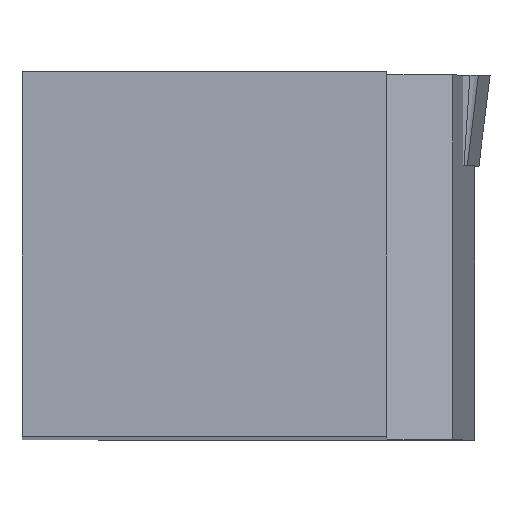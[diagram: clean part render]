
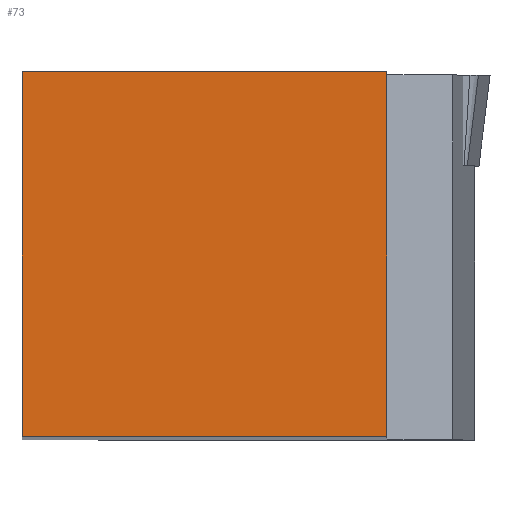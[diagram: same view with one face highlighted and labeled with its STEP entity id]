
A CAD part, top view. The second image highlights one B-rep face of the part: STEP entity #73.
In plain terms, the highlighted planar face has unit normal (0, 0, 1).
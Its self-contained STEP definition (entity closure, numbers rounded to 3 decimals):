
#73=ADVANCED_FACE('',(#110),#95,.T.);
#95=PLANE('',#410);
#110=FACE_OUTER_BOUND('',#127,.T.);
#127=EDGE_LOOP('',(#154,#155,#156,#157));
#154=ORIENTED_EDGE('',*,*,#286,.T.);
#155=ORIENTED_EDGE('',*,*,#287,.F.);
#156=ORIENTED_EDGE('',*,*,#288,.F.);
#157=ORIENTED_EDGE('',*,*,#289,.T.);
#252=VERTEX_POINT('',#553);
#253=VERTEX_POINT('',#554);
#254=VERTEX_POINT('',#556);
#255=VERTEX_POINT('',#558);
#286=EDGE_CURVE('',#252,#253,#335,.T.);
#287=EDGE_CURVE('',#254,#253,#336,.T.);
#288=EDGE_CURVE('',#255,#254,#337,.T.);
#289=EDGE_CURVE('',#255,#252,#338,.T.);
#335=LINE('',#552,#372);
#336=LINE('',#555,#373);
#337=LINE('',#557,#374);
#338=LINE('',#559,#375);
#372=VECTOR('',#446,1.);
#373=VECTOR('',#447,1.);
#374=VECTOR('',#448,1.);
#375=VECTOR('',#449,1.);
#410=AXIS2_PLACEMENT_3D('',#560,#450,#451);
#446=DIRECTION('',(-1.,0.,0.));
#447=DIRECTION('',(0.,1.,0.));
#448=DIRECTION('',(-1.,0.,0.));
#449=DIRECTION('',(0.,1.,0.));
#450=DIRECTION('',(0.,0.,1.));
#451=DIRECTION('',(0.,-1.,0.));
#552=CARTESIAN_POINT('',(-4.607,0.,102.304));
#553=CARTESIAN_POINT('',(-4.607,0.,102.304));
#554=CARTESIAN_POINT('',(-20.607,0.,102.304));
#555=CARTESIAN_POINT('',(-20.607,-16.,102.304));
#556=CARTESIAN_POINT('',(-20.607,-16.,102.304));
#557=CARTESIAN_POINT('',(-4.607,-16.,102.304));
#558=CARTESIAN_POINT('',(-4.607,-16.,102.304));
#559=CARTESIAN_POINT('',(-4.607,-16.,102.304));
#560=CARTESIAN_POINT('',(-4.607,-16.,102.304));
